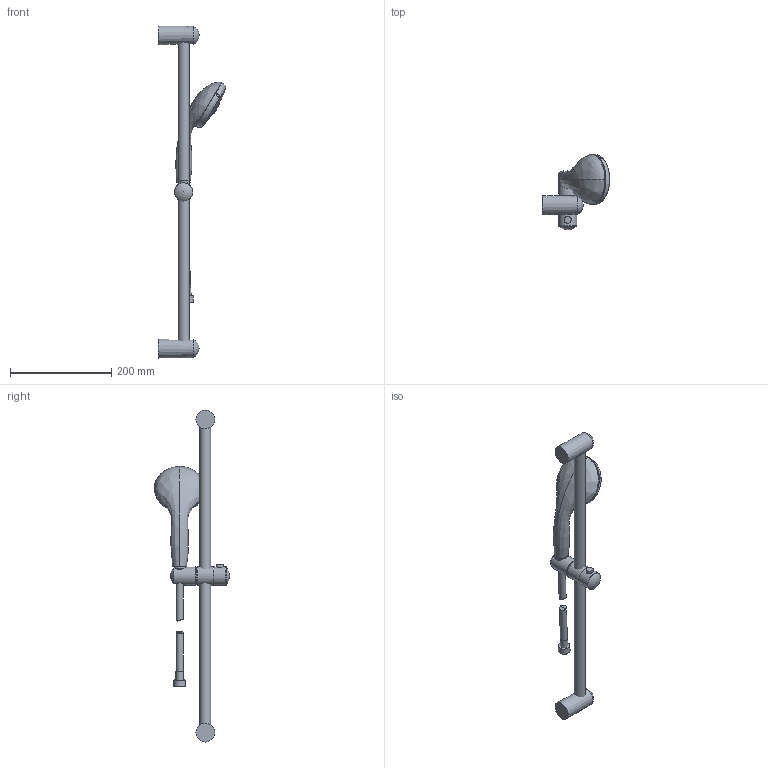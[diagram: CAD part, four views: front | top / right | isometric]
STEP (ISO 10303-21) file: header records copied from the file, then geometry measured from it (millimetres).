
FILE_DESCRIPTION(/* description */ ('Unknown'),/* implementation_level */ '2;1');
FILE_NAME(/* name */ '27794000',/* time_stamp */ '2022-09-07T17:01:21+02:00',/* author */ ('Unknown'),/* organization */ ('GROHE AG'),/* preprocessor_version */ 'ST-DEVELOPER v16.7',/* originating_system */ 'DEX',/* authorisation */ $);
FILE_SCHEMA (('AP203_CONFIGURATION_CONTROLLED_3D_DESIGN_OF_MECHANICAL_PARTS_AND_ASSEMBLIES_MIM_LF { 1 0 10303 203 3 1 4 }','AUTOMOTIVE_DESIGN {1 0 10303 214 3 1 1}'));
Length unit declared in the file: millimetre
Products named in the file (9): 27794000; 27794000_0; 27794000_1; 27794000_2; id143; DF_REVOL; face1; Housing
Assembly tree (8 placements, depth 2):
  27794000
    27794000
    27794000_0
    27794000_1
    27794000_2
    id143
    DF_REVOL
    face1
    Housing
Bounding box: 133.19 x 148.95 x 657.32 mm (x, y, z)
Volume: 174687.8 mm3; surface area: 134629.1 mm2
Topology: 4 solids, 13 shells, 63 faces, 128 edges, 86 vertices
Faces by surface type: cylinder 20, plane 17, bspline 12, cone 7, sphere 5, torus 2
Full cylindrical faces by diameter (mm): 13.8 x2, 14 x1, 14.7 x2, 19.9 x1, 21.8 x1, 22.6 x1, 23 x1, 33.4 x1, 36 x3, 89.4 x1, 90.2 x1
Entity records: 3844 total; most frequent: CARTESIAN_POINT 2396, DIRECTION 210, ORIENTED_EDGE 156, EDGE_LOOP 103, FACE_BOUND 103, AXIS2_PLACEMENT_3D 101, EDGE_CURVE 87, VERTEX_POINT 76
